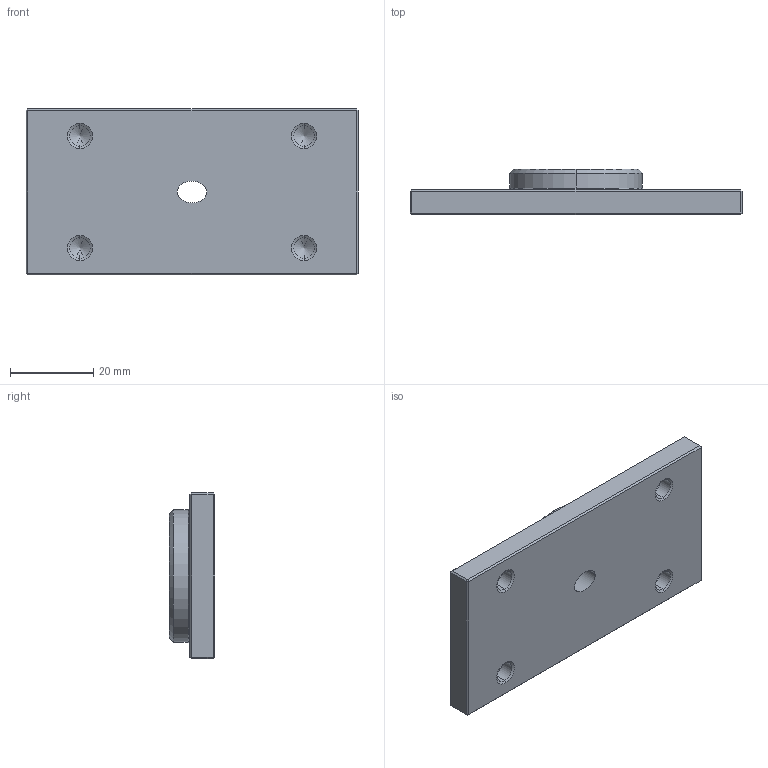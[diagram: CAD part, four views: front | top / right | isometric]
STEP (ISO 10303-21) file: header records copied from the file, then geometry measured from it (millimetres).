
FILE_DESCRIPTION (( 'STEP AP203' ), '1' );
FILE_NAME ('Online-000405-Exterior Floor Plate A.STEP', '2021-04-06T12:45:59', ( '' ), ( '' ), 'SwSTEP 2.0', 'SolidWorks 2021', '' );
FILE_SCHEMA (( 'CONFIG_CONTROL_DESIGN' ));
Products named in the file (1): Online-000405-Exterior Floor Plate A
Bounding box: 80 x 11 x 40 mm (x, y, z)
Volume: 22375.7 mm3; surface area: 8530.5 mm2
Topology: 1 solids, 1 shells, 1787 faces, 5185 edges, 3437 vertices
Faces by surface type: cylinder 1510, plane 253, cone 20, bspline 4
Entity records: 62063 total; most frequent: CARTESIAN_POINT 11879, DIRECTION 11766, ORIENTED_EDGE 10354, EDGE_CURVE 5177, AXIS2_PLACEMENT_3D 4816, VERTEX_POINT 3437, CIRCLE 3032, LINE 2134
